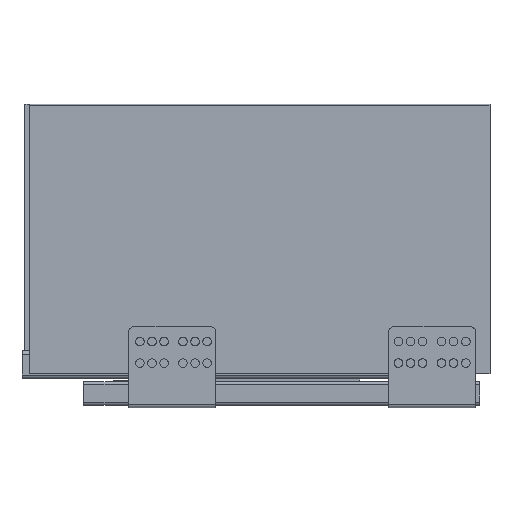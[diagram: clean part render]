
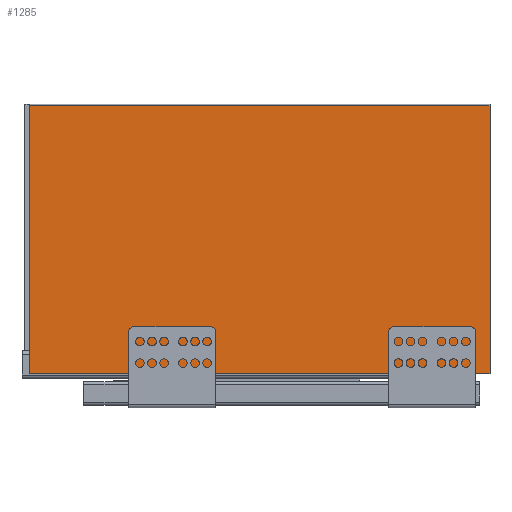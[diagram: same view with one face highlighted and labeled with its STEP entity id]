
A CAD part, top view. The second image highlights one B-rep face of the part: STEP entity #1285.
In plain terms, the highlighted planar face has unit normal (0, 0, 1).
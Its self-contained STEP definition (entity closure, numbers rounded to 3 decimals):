
#4 = EDGE_LOOP ( 'NONE', ( #3252, #1035, #6933, #4828 ) ) ;
#55 = LINE ( 'NONE', #5420, #4877 ) ;
#199 = DIRECTION ( 'NONE',  ( 0., 1., 0. ) ) ;
#246 = LINE ( 'NONE', #3966, #5329 ) ;
#259 = FACE_OUTER_BOUND ( 'NONE', #4, .T. ) ;
#353 = CARTESIAN_POINT ( 'NONE',  ( -342., 0., 28. ) ) ;
#738 = VERTEX_POINT ( 'NONE', #5169 ) ;
#1035 = ORIENTED_EDGE ( 'NONE', *, *, #2191, .F. ) ;
#1285 = ADVANCED_FACE ( 'NONE', ( #259 ), #3270, .T. ) ;
#1652 = EDGE_CURVE ( 'NONE', #8074, #2064, #246, .T. ) ;
#2064 = VERTEX_POINT ( 'NONE', #6400 ) ;
#2191 = EDGE_CURVE ( 'NONE', #7957, #2064, #5488, .T. ) ;
#2270 = CARTESIAN_POINT ( 'NONE',  ( -342., 199., 28. ) ) ;
#2323 = DIRECTION ( 'NONE',  ( 1., 0., 0. ) ) ;
#2479 = AXIS2_PLACEMENT_3D ( 'NONE', #353, #2535, #4074 ) ;
#2535 = DIRECTION ( 'NONE',  ( 0., 0., 1. ) ) ;
#2708 = EDGE_CURVE ( 'NONE', #738, #8074, #55, .T. ) ;
#3252 = ORIENTED_EDGE ( 'NONE', *, *, #1652, .T. ) ;
#3270 = PLANE ( 'NONE',  #2479 ) ;
#3417 = CARTESIAN_POINT ( 'NONE',  ( -342., 0., 28. ) ) ;
#3966 = CARTESIAN_POINT ( 'NONE',  ( 0., 0., 28. ) ) ;
#4074 = DIRECTION ( 'NONE',  ( -1., 0., 0. ) ) ;
#4755 = CARTESIAN_POINT ( 'NONE',  ( 0., 0., 28. ) ) ;
#4785 = CARTESIAN_POINT ( 'NONE',  ( -342., 199., 28. ) ) ;
#4828 = ORIENTED_EDGE ( 'NONE', *, *, #2708, .T. ) ;
#4877 = VECTOR ( 'NONE', #2323, 1000. ) ;
#5169 = CARTESIAN_POINT ( 'NONE',  ( -342., 0., 28. ) ) ;
#5329 = VECTOR ( 'NONE', #199, 1000. ) ;
#5420 = CARTESIAN_POINT ( 'NONE',  ( -342., 0., 28. ) ) ;
#5488 = LINE ( 'NONE', #4785, #7259 ) ;
#6341 = EDGE_CURVE ( 'NONE', #738, #7957, #8052, .T. ) ;
#6400 = CARTESIAN_POINT ( 'NONE',  ( 0., 199., 28. ) ) ;
#6821 = VECTOR ( 'NONE', #7405, 1000. ) ;
#6933 = ORIENTED_EDGE ( 'NONE', *, *, #6341, .F. ) ;
#7259 = VECTOR ( 'NONE', #8513, 1000. ) ;
#7405 = DIRECTION ( 'NONE',  ( 0., 1., 0. ) ) ;
#7957 = VERTEX_POINT ( 'NONE', #2270 ) ;
#8052 = LINE ( 'NONE', #3417, #6821 ) ;
#8074 = VERTEX_POINT ( 'NONE', #4755 ) ;
#8513 = DIRECTION ( 'NONE',  ( 1., 0., 0. ) ) ;
